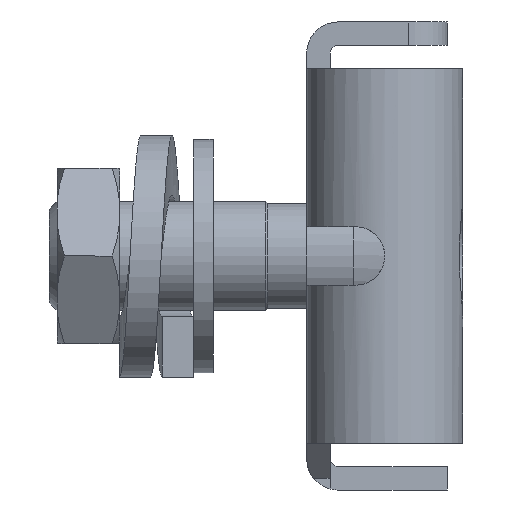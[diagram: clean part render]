
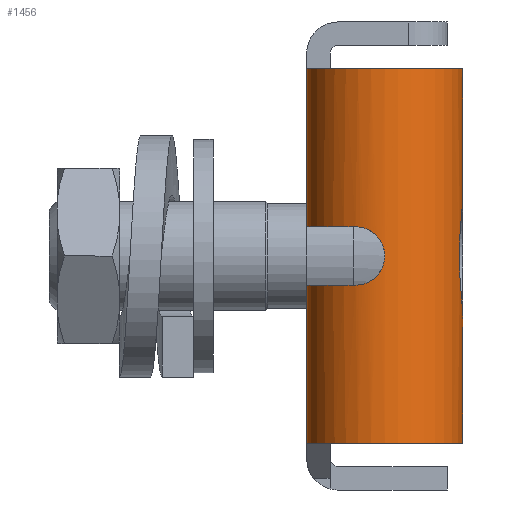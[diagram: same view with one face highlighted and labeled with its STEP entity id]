
A CAD part, left-side view. The second image highlights one B-rep face of the part: STEP entity #1456.
In plain terms, the highlighted cylindrical face has radius 2 mm (diameter 4 mm), a partial arc.
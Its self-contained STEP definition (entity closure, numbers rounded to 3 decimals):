
#1303=B_SPLINE_CURVE_WITH_KNOTS('',3,(#5985,#5986,#5987,#5988,#5989,#5990),
 .UNSPECIFIED.,.F.,.F.,(4,2,4),(0.,0.5,1.),.UNSPECIFIED.);
#1304=B_SPLINE_CURVE_WITH_KNOTS('',3,(#5994,#5995,#5996,#5997,#5998,#5999,
#6000,#6001,#6002,#6003,#6004,#6005,#6006,#6007,#6008,#6009,#6010,#6011,
#6012,#6013,#6014,#6015,#6016,#6017,#6018,#6019,#6020,#6021,#6022,#6023,
#6024),.UNSPECIFIED.,.F.,.F.,(4,3,3,3,3,3,3,3,3,3,4),(0.,0.105,
0.211,0.313,0.416,0.521,
0.627,0.732,0.837,0.939,
1.),.UNSPECIFIED.);
#1385=CYLINDRICAL_SURFACE('',#4618,2.);
#1456=ADVANCED_FACE('',(#1726),#1385,.T.);
#1726=FACE_OUTER_BOUND('',#1876,.T.);
#1876=EDGE_LOOP('',(#2384,#2385,#2386,#2387,#2388,#2389,#2390,#2391,#2392,
#2393));
#2069=CIRCLE('',#4560,2.);
#2072=CIRCLE('',#4564,2.);
#2099=CIRCLE('',#4616,2.);
#2100=CIRCLE('',#4617,2.);
#2384=ORIENTED_EDGE('',*,*,#3534,.F.);
#2385=ORIENTED_EDGE('',*,*,#3535,.T.);
#2386=ORIENTED_EDGE('',*,*,#3449,.T.);
#2387=ORIENTED_EDGE('',*,*,#3519,.T.);
#2388=ORIENTED_EDGE('',*,*,#3460,.T.);
#2389=ORIENTED_EDGE('',*,*,#3536,.T.);
#2390=ORIENTED_EDGE('',*,*,#3537,.F.);
#2391=ORIENTED_EDGE('',*,*,#3538,.T.);
#2392=ORIENTED_EDGE('',*,*,#3539,.F.);
#2393=ORIENTED_EDGE('',*,*,#3540,.T.);
#3136=VERTEX_POINT('',#5814);
#3137=VERTEX_POINT('',#5816);
#3142=VERTEX_POINT('',#5828);
#3147=VERTEX_POINT('',#5837);
#3196=VERTEX_POINT('',#5991);
#3197=VERTEX_POINT('',#5992);
#3198=VERTEX_POINT('',#6025);
#3199=VERTEX_POINT('',#6027);
#3200=VERTEX_POINT('',#6029);
#3201=VERTEX_POINT('',#6031);
#3449=EDGE_CURVE('',#3137,#3136,#2069,.T.);
#3460=EDGE_CURVE('',#3142,#3147,#2072,.T.);
#3519=EDGE_CURVE('',#3136,#3142,#3945,.T.);
#3534=EDGE_CURVE('',#3196,#3197,#1303,.T.);
#3535=EDGE_CURVE('',#3196,#3137,#3956,.T.);
#3536=EDGE_CURVE('',#3147,#3198,#1304,.T.);
#3537=EDGE_CURVE('',#3199,#3198,#2099,.T.);
#3538=EDGE_CURVE('',#3199,#3200,#3957,.T.);
#3539=EDGE_CURVE('',#3201,#3200,#2100,.T.);
#3540=EDGE_CURVE('',#3201,#3197,#3958,.T.);
#3945=LINE('',#5953,#4171);
#3956=LINE('',#5993,#4182);
#3957=LINE('',#6028,#4183);
#3958=LINE('',#6032,#4184);
#4171=VECTOR('',#5038,1.);
#4182=VECTOR('',#5075,1.);
#4183=VECTOR('',#5078,1.);
#4184=VECTOR('',#5081,1.);
#4560=AXIS2_PLACEMENT_3D('',#5815,#4908,#4909);
#4564=AXIS2_PLACEMENT_3D('',#5838,#4924,#4925);
#4616=AXIS2_PLACEMENT_3D('',#6026,#5076,#5077);
#4617=AXIS2_PLACEMENT_3D('',#6030,#5079,#5080);
#4618=AXIS2_PLACEMENT_3D('',#6033,#5082,#5083);
#4908=DIRECTION('',(0.,0.,-1.));
#4909=DIRECTION('',(1.,0.,0.));
#4924=DIRECTION('',(0.,0.,1.));
#4925=DIRECTION('',(0.,-1.,0.));
#5038=DIRECTION('',(0.,0.,-1.));
#5075=DIRECTION('',(0.,0.,1.));
#5076=DIRECTION('',(0.,0.,1.));
#5077=DIRECTION('',(0.,-1.,0.));
#5078=DIRECTION('',(0.,0.,-1.));
#5079=DIRECTION('',(0.,0.,-1.));
#5080=DIRECTION('',(1.,0.,0.));
#5081=DIRECTION('',(0.,0.,1.));
#5082=DIRECTION('',(0.,0.,1.));
#5083=DIRECTION('',(0.,1.,0.));
#5814=CARTESIAN_POINT('',(20.683,21.712,4.597));
#5815=CARTESIAN_POINT('',(20.683,19.712,4.597));
#5816=CARTESIAN_POINT('',(20.683,17.712,4.597));
#5828=CARTESIAN_POINT('',(20.683,21.712,0.547));
#5837=CARTESIAN_POINT('',(18.829,20.462,0.547));
#5838=CARTESIAN_POINT('',(20.683,19.712,0.547));
#5953=CARTESIAN_POINT('',(20.683,21.712,4.597));
#5985=CARTESIAN_POINT('',(20.683,17.712,1.422));
#5986=CARTESIAN_POINT('',(20.295,17.712,0.968));
#5987=CARTESIAN_POINT('',(20.083,17.804,0.389));
#5988=CARTESIAN_POINT('',(20.083,17.804,-0.794));
#5989=CARTESIAN_POINT('',(20.295,17.712,-1.375));
#5990=CARTESIAN_POINT('',(20.683,17.712,-1.828));
#5991=CARTESIAN_POINT('',(20.683,17.712,1.422));
#5992=CARTESIAN_POINT('',(20.683,17.712,-1.828));
#5993=CARTESIAN_POINT('',(20.683,17.712,-5.003));
#5994=CARTESIAN_POINT('',(18.829,20.462,0.547));
#5995=CARTESIAN_POINT('',(18.797,20.384,0.547));
#5996=CARTESIAN_POINT('',(18.771,20.304,0.534));
#5997=CARTESIAN_POINT('',(18.75,20.227,0.509));
#5998=CARTESIAN_POINT('',(18.73,20.15,0.484));
#5999=CARTESIAN_POINT('',(18.715,20.075,0.444));
#6000=CARTESIAN_POINT('',(18.705,20.008,0.394));
#6001=CARTESIAN_POINT('',(18.695,19.944,0.346));
#6002=CARTESIAN_POINT('',(18.69,19.887,0.286));
#6003=CARTESIAN_POINT('',(18.687,19.842,0.219));
#6004=CARTESIAN_POINT('',(18.684,19.796,0.152));
#6005=CARTESIAN_POINT('',(18.683,19.761,0.075));
#6006=CARTESIAN_POINT('',(18.683,19.739,-0.003));
#6007=CARTESIAN_POINT('',(18.683,19.717,-0.084));
#6008=CARTESIAN_POINT('',(18.683,19.708,-0.169));
#6009=CARTESIAN_POINT('',(18.683,19.713,-0.253));
#6010=CARTESIAN_POINT('',(18.683,19.719,-0.336));
#6011=CARTESIAN_POINT('',(18.683,19.739,-0.42));
#6012=CARTESIAN_POINT('',(18.684,19.772,-0.498));
#6013=CARTESIAN_POINT('',(18.685,19.805,-0.575));
#6014=CARTESIAN_POINT('',(18.687,19.852,-0.647));
#6015=CARTESIAN_POINT('',(18.692,19.908,-0.709));
#6016=CARTESIAN_POINT('',(18.698,19.964,-0.77));
#6017=CARTESIAN_POINT('',(18.707,20.031,-0.823));
#6018=CARTESIAN_POINT('',(18.721,20.103,-0.862));
#6019=CARTESIAN_POINT('',(18.735,20.173,-0.9));
#6020=CARTESIAN_POINT('',(18.755,20.249,-0.927));
#6021=CARTESIAN_POINT('',(18.779,20.325,-0.941));
#6022=CARTESIAN_POINT('',(18.794,20.371,-0.949));
#6023=CARTESIAN_POINT('',(18.811,20.417,-0.953));
#6024=CARTESIAN_POINT('',(18.829,20.462,-0.953));
#6025=CARTESIAN_POINT('',(18.829,20.462,-0.953));
#6026=CARTESIAN_POINT('',(20.683,19.712,-0.953));
#6027=CARTESIAN_POINT('',(20.683,21.712,-0.953));
#6028=CARTESIAN_POINT('',(20.683,21.712,-0.953));
#6029=CARTESIAN_POINT('',(20.683,21.712,-5.003));
#6030=CARTESIAN_POINT('',(20.683,19.712,-5.003));
#6031=CARTESIAN_POINT('',(20.683,17.712,-5.003));
#6032=CARTESIAN_POINT('',(20.683,17.712,-5.003));
#6033=CARTESIAN_POINT('',(20.683,19.712,-5.003));
